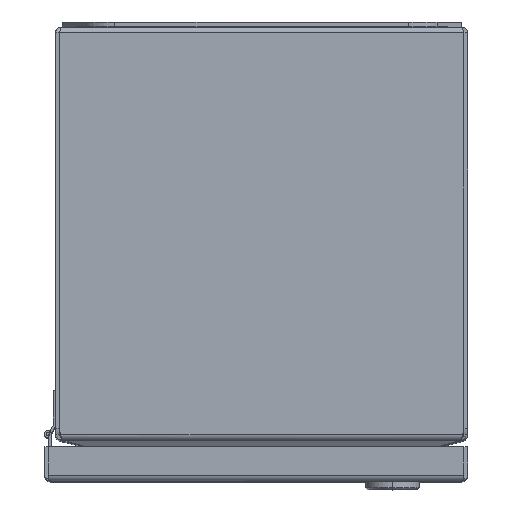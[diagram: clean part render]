
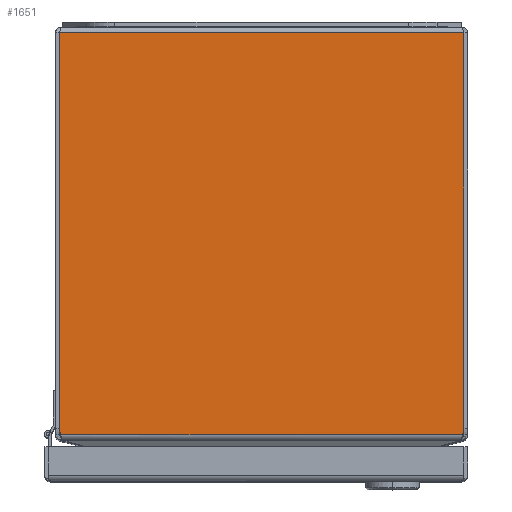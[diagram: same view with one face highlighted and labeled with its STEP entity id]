
A CAD part, top view. The second image highlights one B-rep face of the part: STEP entity #1651.
In plain terms, the highlighted planar face has unit normal (0, 0, 1).
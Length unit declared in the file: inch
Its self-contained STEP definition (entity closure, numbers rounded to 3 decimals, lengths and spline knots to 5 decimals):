
#978 = CARTESIAN_POINT ( 'NONE',  ( 2.66189, -5.83953, 4. ) ) ;
#1651 = ADVANCED_FACE ( 'NONE', ( #15523 ), #11361, .F. ) ;
#2051 = AXIS2_PLACEMENT_3D ( 'NONE', #2363, #4010, #9814 ) ;
#2363 = CARTESIAN_POINT ( 'NONE',  ( 20.527, 0., 4. ) ) ;
#2464 = LINE ( 'NONE', #18623, #2507 ) ;
#2507 = VECTOR ( 'NONE', #2559, 39.37008 ) ;
#2559 = DIRECTION ( 'NONE',  ( 1., 0., 0. ) ) ;
#2652 = DIRECTION ( 'NONE',  ( 0., -1., 0. ) ) ;
#2818 = VECTOR ( 'NONE', #5086, 39.37008 ) ;
#2902 = VERTEX_POINT ( 'NONE', #4112 ) ;
#3222 = ORIENTED_EDGE ( 'NONE', *, *, #7122, .F. ) ;
#3566 = EDGE_CURVE ( 'NONE', #14369, #16006, #18336, .T. ) ;
#3622 = EDGE_CURVE ( 'NONE', #10971, #14632, #8186, .T. ) ;
#4010 = DIRECTION ( 'NONE',  ( 0., 0., -1. ) ) ;
#4112 = CARTESIAN_POINT ( 'NONE',  ( 2.92653, -5.93401, 4. ) ) ;
#4451 = DIRECTION ( 'NONE',  ( 0., 0., -1. ) ) ;
#4666 = VECTOR ( 'NONE', #2652, 39.37008 ) ;
#5086 = DIRECTION ( 'NONE',  ( 0., -1., 0. ) ) ;
#5717 = ORIENTED_EDGE ( 'NONE', *, *, #13681, .F. ) ;
#5996 = DIRECTION ( 'NONE',  ( -1., 0., 0. ) ) ;
#6248 = CARTESIAN_POINT ( 'NONE',  ( 2.94289, -0.086, 4. ) ) ;
#6480 = DIRECTION ( 'NONE',  ( 0., 1., 0. ) ) ;
#6751 = ORIENTED_EDGE ( 'NONE', *, *, #3566, .F. ) ;
#7122 = EDGE_CURVE ( 'NONE', #10971, #14369, #2464, .T. ) ;
#8186 = LINE ( 'NONE', #12625, #4666 ) ;
#8410 = CARTESIAN_POINT ( 'NONE',  ( -2.92653, -5.93401, 4. ) ) ;
#8828 = ORIENTED_EDGE ( 'NONE', *, *, #3622, .T. ) ;
#9474 = ORIENTED_EDGE ( 'NONE', *, *, #12487, .F. ) ;
#9814 = DIRECTION ( 'NONE',  ( -1., 0., 0. ) ) ;
#10971 = VERTEX_POINT ( 'NONE', #15820 ) ;
#11361 = PLANE ( 'NONE',  #2051 ) ;
#12487 = EDGE_CURVE ( 'NONE', #13974, #14632, #16648, .T. ) ;
#12625 = CARTESIAN_POINT ( 'NONE',  ( -2.94289, -0.086, 4. ) ) ;
#12668 = DIRECTION ( 'NONE',  ( 0., 0., -1. ) ) ;
#13137 = CARTESIAN_POINT ( 'NONE',  ( -2.94289, -5.83953, 4. ) ) ;
#13625 = CARTESIAN_POINT ( 'NONE',  ( 20.527, -5.93401, 4. ) ) ;
#13681 = EDGE_CURVE ( 'NONE', #2902, #13974, #17306, .T. ) ;
#13846 = VECTOR ( 'NONE', #16509, 39.37008 ) ;
#13974 = VERTEX_POINT ( 'NONE', #8410 ) ;
#14369 = VERTEX_POINT ( 'NONE', #18629 ) ;
#14632 = VERTEX_POINT ( 'NONE', #13137 ) ;
#15059 = CIRCLE ( 'NONE', #15674, 0.281 ) ;
#15523 = FACE_OUTER_BOUND ( 'NONE', #18276, .T. ) ;
#15674 = AXIS2_PLACEMENT_3D ( 'NONE', #978, #12668, #6480 ) ;
#15820 = CARTESIAN_POINT ( 'NONE',  ( -2.94289, -0.086, 4. ) ) ;
#16006 = VERTEX_POINT ( 'NONE', #16721 ) ;
#16509 = DIRECTION ( 'NONE',  ( -1., 0., 0. ) ) ;
#16648 = CIRCLE ( 'NONE', #16954, 0.281 ) ;
#16721 = CARTESIAN_POINT ( 'NONE',  ( 2.94289, -5.83953, 4. ) ) ;
#16886 = EDGE_CURVE ( 'NONE', #16006, #2902, #15059, .T. ) ;
#16954 = AXIS2_PLACEMENT_3D ( 'NONE', #17996, #4451, #5996 ) ;
#17082 = ORIENTED_EDGE ( 'NONE', *, *, #16886, .F. ) ;
#17306 = LINE ( 'NONE', #13625, #13846 ) ;
#17996 = CARTESIAN_POINT ( 'NONE',  ( -2.66189, -5.83953, 4. ) ) ;
#18276 = EDGE_LOOP ( 'NONE', ( #17082, #6751, #3222, #8828, #9474, #5717 ) ) ;
#18336 = LINE ( 'NONE', #6248, #2818 ) ;
#18623 = CARTESIAN_POINT ( 'NONE',  ( -2.914, -0.086, 4. ) ) ;
#18629 = CARTESIAN_POINT ( 'NONE',  ( 2.94289, -0.086, 4. ) ) ;
